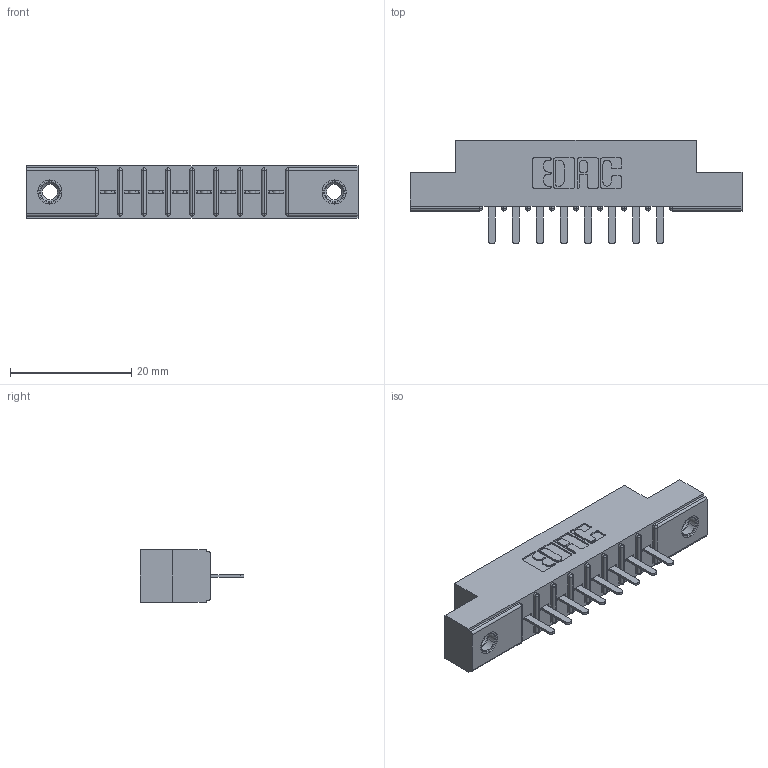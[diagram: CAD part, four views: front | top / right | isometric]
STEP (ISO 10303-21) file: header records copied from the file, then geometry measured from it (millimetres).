
FILE_DESCRIPTION (( 'STEP AP203' ), '1' );
FILE_NAME ('316-008-520-107.STEP', '2018-07-30T23:52:06', ( '' ), ( '' ), 'SwSTEP 2.0', 'SolidWorks 2016', '' );
FILE_SCHEMA (( 'CONFIG_CONTROL_DESIGN' ));
Length unit declared in the file: inch
Products named in the file (4): 306 Part_.156 Dia; 306-290-001_120; 345-250-001_345-250-005-103; 316-008-520-107
Assembly tree (11 placements, depth 2):
  316-008-520-107
    306 Part_.156 Dia
    306-290-001_120  x8
    345-250-001_345-250-005-103  x2
Bounding box: 54.71 x 17.12 x 8.71 mm (x, y, z)
Volume: 3671.7 mm3; surface area: 5018.3 mm2
Topology: 11 solids, 11 shells, 736 faces, 2028 edges, 1300 vertices
Faces by surface type: plane 476, cylinder 212, sphere 32, cone 12, torus 4
Entity records: 13006 total; most frequent: CARTESIAN_POINT 2158, DIRECTION 2140, ORIENTED_EDGE 2128, EDGE_CURVE 1064, LINE 812, VECTOR 812, VERTEX_POINT 682, AXIS2_PLACEMENT_3D 664
